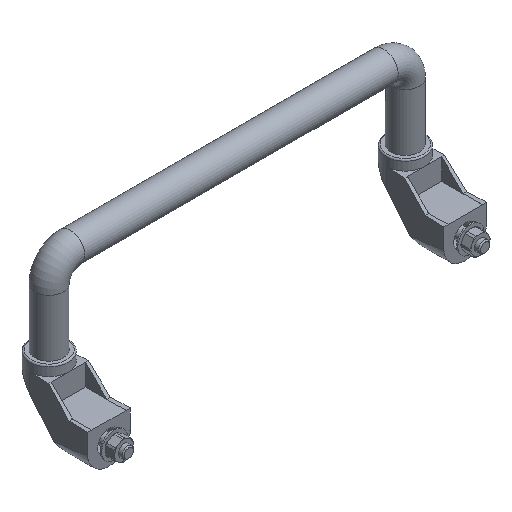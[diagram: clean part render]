
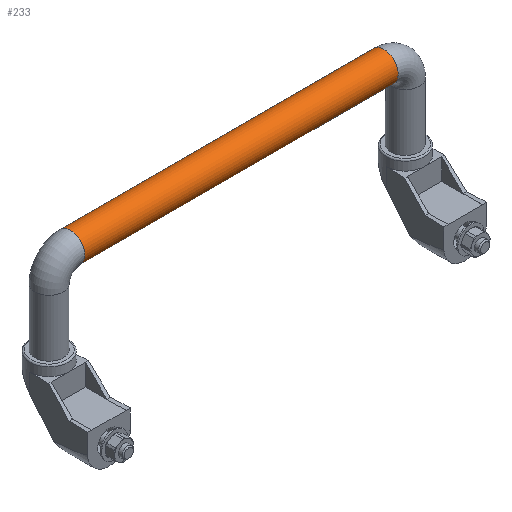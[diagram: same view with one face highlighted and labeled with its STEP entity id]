
A CAD part, isometric view. The second image highlights one B-rep face of the part: STEP entity #233.
In plain terms, the highlighted cylindrical face has radius 10 mm (diameter 20 mm), a full revolution.
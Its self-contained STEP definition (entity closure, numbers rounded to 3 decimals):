
#233 = ADVANCED_FACE( '', ( #603, #604 ), #605, .T. );
#603 = FACE_OUTER_BOUND( '', #1144, .T. );
#604 = FACE_OUTER_BOUND( '', #1145, .T. );
#605 = CYLINDRICAL_SURFACE( '', #1146, 10. );
#1144 = EDGE_LOOP( '', ( #1787 ) );
#1145 = EDGE_LOOP( '', ( #1788 ) );
#1146 = AXIS2_PLACEMENT_3D( '', #1789, #1790, #1791 );
#1787 = ORIENTED_EDGE( '', *, *, #3042, .F. );
#1788 = ORIENTED_EDGE( '', *, *, #3043, .T. );
#1789 = CARTESIAN_POINT( '', ( 235., 42., 90. ) );
#1790 = DIRECTION( '', ( 1., 0., 0. ) );
#1791 = DIRECTION( '', ( 0., 0., 1. ) );
#3042 = EDGE_CURVE( '', #3627, #3627, #3628, .T. );
#3043 = EDGE_CURVE( '', #3629, #3629, #3630, .T. );
#3627 = VERTEX_POINT( '', #4436 );
#3628 = CIRCLE( '', #4437, 10. );
#3629 = VERTEX_POINT( '', #4438 );
#3630 = CIRCLE( '', #4439, 10. );
#4436 = CARTESIAN_POINT( '', ( 235., 52., 90. ) );
#4437 = AXIS2_PLACEMENT_3D( '', #5356, #5357, #5358 );
#4438 = CARTESIAN_POINT( '', ( 15., 52., 90. ) );
#4439 = AXIS2_PLACEMENT_3D( '', #5359, #5360, #5361 );
#5356 = CARTESIAN_POINT( '', ( 235., 42., 90. ) );
#5357 = DIRECTION( '', ( 1., 0., 0. ) );
#5358 = DIRECTION( '', ( 0., 1., 0. ) );
#5359 = CARTESIAN_POINT( '', ( 15., 42., 90. ) );
#5360 = DIRECTION( '', ( 1., 0., 0. ) );
#5361 = DIRECTION( '', ( 0., 1., 0. ) );
